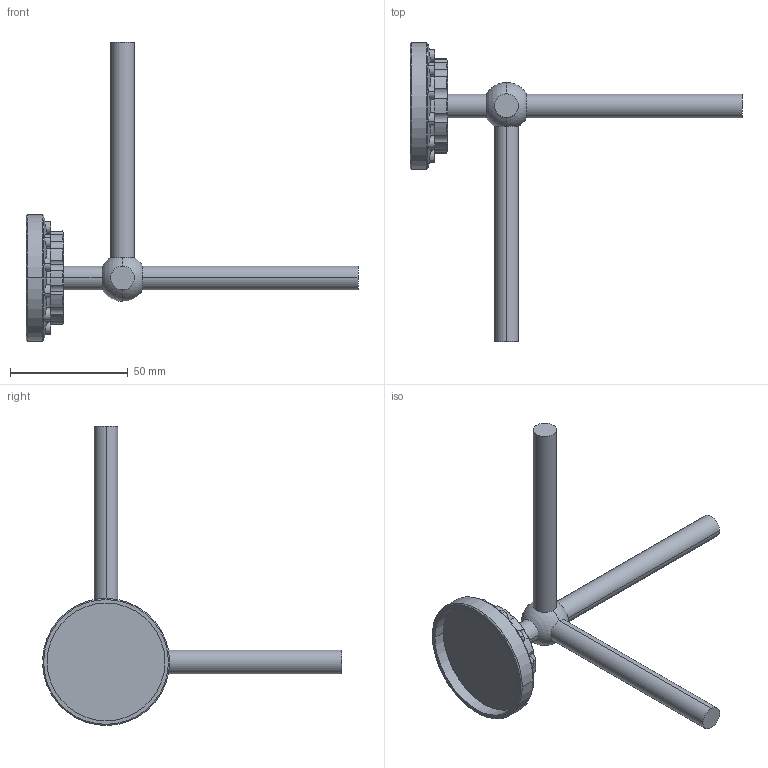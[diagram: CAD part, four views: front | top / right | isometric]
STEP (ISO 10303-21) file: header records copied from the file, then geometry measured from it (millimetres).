
FILE_DESCRIPTION (( 'STEP AP203' ), '1' );
FILE_NAME ('link6_TCP_Predeterminado_sldprt.STEP', '2023-06-14T01:22:59', ( '' ), ( '' ), 'SwSTEP 2.0', 'SolidWorks 2022', '' );
FILE_SCHEMA (( 'CONFIG_CONTROL_DESIGN' ));
Length unit declared in the file: millimetre
Products named in the file (1): link6_TCP_Predeterminado_sldprt
Bounding box: 141 x 126.99 x 127 mm (x, y, z)
Volume: 44960.1 mm3; surface area: 19150.6 mm2
Topology: 1 solids, 1 shells, 169 faces, 419 edges, 275 vertices
Faces by surface type: cylinder 91, plane 41, cone 20, torus 15, sphere 2
Entity records: 6584 total; most frequent: CARTESIAN_POINT 2454, DIRECTION 883, ORIENTED_EDGE 834, EDGE_CURVE 417, AXIS2_PLACEMENT_3D 386, VERTEX_POINT 275, CIRCLE 216, EDGE_LOOP 194
